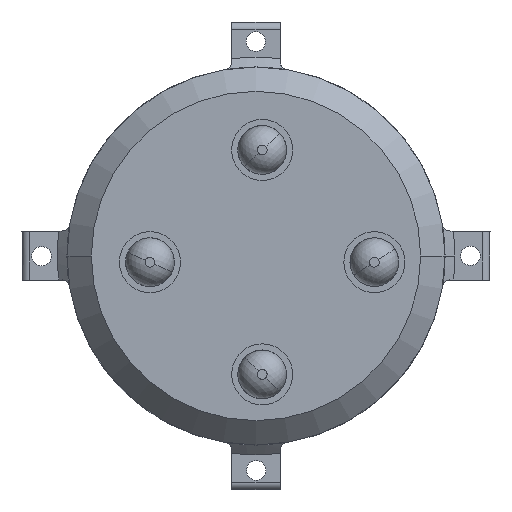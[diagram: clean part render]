
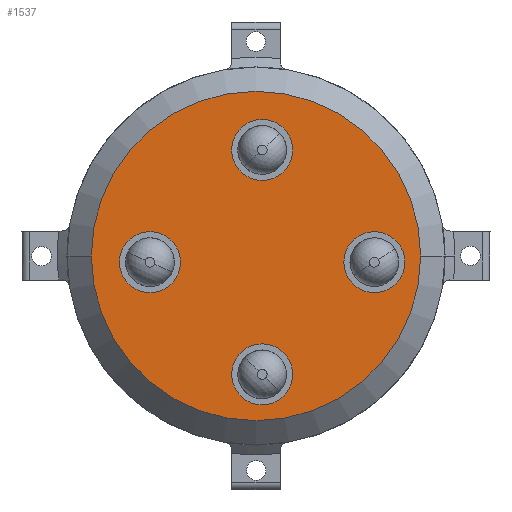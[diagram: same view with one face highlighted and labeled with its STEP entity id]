
A CAD part, front view. The second image highlights one B-rep face of the part: STEP entity #1537.
In plain terms, the highlighted face is planar.
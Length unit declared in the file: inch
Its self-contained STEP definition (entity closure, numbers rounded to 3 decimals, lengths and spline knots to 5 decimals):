
#46 = CIRCLE ( 'NONE', #761, 3.375 ) ;
#111 = CARTESIAN_POINT ( 'NONE',  ( 3.05135, 0.12635, -0.25 ) ) ;
#232 = DIRECTION ( 'NONE',  ( 0., 0., -1. ) ) ;
#286 = DIRECTION ( 'NONE',  ( 0., 0., -1. ) ) ;
#363 = AXIS2_PLACEMENT_3D ( 'NONE', #2802, #737, #4512 ) ;
#370 = ORIENTED_EDGE ( 'NONE', *, *, #4387, .F. ) ;
#398 = FACE_BOUND ( 'NONE', #2038, .T. ) ;
#431 = AXIS2_PLACEMENT_3D ( 'NONE', #1133, #232, #3702 ) ;
#456 = CARTESIAN_POINT ( 'NONE',  ( -0.49865, 2.42635, -0.25 ) ) ;
#474 = CARTESIAN_POINT ( 'NONE',  ( 0.12635, 2.42635, -0.25 ) ) ;
#627 = CARTESIAN_POINT ( 'NONE',  ( 2.42635, 0.12635, -0.25 ) ) ;
#691 = EDGE_LOOP ( 'NONE', ( #5167, #738 ) ) ;
#692 = VERTEX_POINT ( 'NONE', #2927 ) ;
#737 = DIRECTION ( 'NONE',  ( 0., 0., -1. ) ) ;
#738 = ORIENTED_EDGE ( 'NONE', *, *, #5203, .T. ) ;
#761 = AXIS2_PLACEMENT_3D ( 'NONE', #3411, #2989, #1707 ) ;
#791 = CARTESIAN_POINT ( 'NONE',  ( 0.12635, -2.17365, -0.25 ) ) ;
#827 = CARTESIAN_POINT ( 'NONE',  ( -3.375, 0., -0.25 ) ) ;
#833 = ORIENTED_EDGE ( 'NONE', *, *, #3887, .F. ) ;
#842 = CARTESIAN_POINT ( 'NONE',  ( 0.75135, -2.17365, -0.25 ) ) ;
#853 = CARTESIAN_POINT ( 'NONE',  ( 0.12635, -2.17365, -0.25 ) ) ;
#872 = DIRECTION ( 'NONE',  ( 0., 0., -1. ) ) ;
#921 = DIRECTION ( 'NONE',  ( 1., 0., 0. ) ) ;
#1025 = EDGE_CURVE ( 'NONE', #3085, #4899, #4208, .T. ) ;
#1054 = VERTEX_POINT ( 'NONE', #1658 ) ;
#1133 = CARTESIAN_POINT ( 'NONE',  ( -2.17365, 0.12635, -0.25 ) ) ;
#1147 = CIRCLE ( 'NONE', #3734, 0.625 ) ;
#1327 = EDGE_CURVE ( 'NONE', #1054, #4584, #3791, .T. ) ;
#1483 = CIRCLE ( 'NONE', #2459, 0.625 ) ;
#1537 = ADVANCED_FACE ( 'NONE', ( #3814, #2973, #3837, #398, #3862 ), #3395, .F. ) ;
#1606 = VERTEX_POINT ( 'NONE', #456 ) ;
#1658 = CARTESIAN_POINT ( 'NONE',  ( 3.375, 0., -0.25 ) ) ;
#1707 = DIRECTION ( 'NONE',  ( 1., 0., 0. ) ) ;
#1716 = DIRECTION ( 'NONE',  ( 0., 0., -1. ) ) ;
#1807 = EDGE_LOOP ( 'NONE', ( #3322, #4465 ) ) ;
#1868 = ORIENTED_EDGE ( 'NONE', *, *, #1956, .F. ) ;
#1956 = EDGE_CURVE ( 'NONE', #2253, #1606, #3532, .T. ) ;
#2038 = EDGE_LOOP ( 'NONE', ( #370, #3789 ) ) ;
#2253 = VERTEX_POINT ( 'NONE', #3249 ) ;
#2282 = CIRCLE ( 'NONE', #4952, 0.625 ) ;
#2287 = AXIS2_PLACEMENT_3D ( 'NONE', #4209, #3454, #4674 ) ;
#2339 = DIRECTION ( 'NONE',  ( 1., 0., 0. ) ) ;
#2405 = AXIS2_PLACEMENT_3D ( 'NONE', #474, #3166, #3115 ) ;
#2459 = AXIS2_PLACEMENT_3D ( 'NONE', #4998, #2465, #4168 ) ;
#2465 = DIRECTION ( 'NONE',  ( 0., 0., -1. ) ) ;
#2503 = DIRECTION ( 'NONE',  ( 1., 0., 0. ) ) ;
#2594 = DIRECTION ( 'NONE',  ( 0., 0., -1. ) ) ;
#2608 = VERTEX_POINT ( 'NONE', #3766 ) ;
#2802 = CARTESIAN_POINT ( 'NONE',  ( 2.42635, 0.12635, -0.25 ) ) ;
#2833 = CARTESIAN_POINT ( 'NONE',  ( 1.80135, 0.12635, -0.25 ) ) ;
#2927 = CARTESIAN_POINT ( 'NONE',  ( -0.49865, -2.17365, -0.25 ) ) ;
#2973 = FACE_BOUND ( 'NONE', #1807, .T. ) ;
#2989 = DIRECTION ( 'NONE',  ( 0., 0., -1. ) ) ;
#3034 = VERTEX_POINT ( 'NONE', #4982 ) ;
#3075 = EDGE_CURVE ( 'NONE', #2608, #3034, #5255, .T. ) ;
#3085 = VERTEX_POINT ( 'NONE', #2833 ) ;
#3115 = DIRECTION ( 'NONE',  ( 1., 0., 0. ) ) ;
#3166 = DIRECTION ( 'NONE',  ( 0., 0., -1. ) ) ;
#3242 = ORIENTED_EDGE ( 'NONE', *, *, #4563, .F. ) ;
#3249 = CARTESIAN_POINT ( 'NONE',  ( 0.75135, 2.42635, -0.25 ) ) ;
#3322 = ORIENTED_EDGE ( 'NONE', *, *, #3802, .F. ) ;
#3350 = EDGE_LOOP ( 'NONE', ( #1868, #3571 ) ) ;
#3395 = PLANE ( 'NONE',  #2287 ) ;
#3399 = EDGE_CURVE ( 'NONE', #1606, #2253, #3823, .T. ) ;
#3411 = CARTESIAN_POINT ( 'NONE',  ( 0., 0., -0.25 ) ) ;
#3454 = DIRECTION ( 'NONE',  ( 0., 0., 1. ) ) ;
#3466 = AXIS2_PLACEMENT_3D ( 'NONE', #627, #286, #2339 ) ;
#3532 = CIRCLE ( 'NONE', #5410, 0.625 ) ;
#3571 = ORIENTED_EDGE ( 'NONE', *, *, #3399, .F. ) ;
#3670 = DIRECTION ( 'NONE',  ( 1., 0., 0. ) ) ;
#3702 = DIRECTION ( 'NONE',  ( 1., 0., 0. ) ) ;
#3734 = AXIS2_PLACEMENT_3D ( 'NONE', #791, #872, #3777 ) ;
#3766 = CARTESIAN_POINT ( 'NONE',  ( -2.79865, 0.12635, -0.25 ) ) ;
#3777 = DIRECTION ( 'NONE',  ( 1., 0., 0. ) ) ;
#3789 = ORIENTED_EDGE ( 'NONE', *, *, #3075, .F. ) ;
#3791 = CIRCLE ( 'NONE', #5312, 3.375 ) ;
#3802 = EDGE_CURVE ( 'NONE', #4899, #3085, #4354, .T. ) ;
#3814 = FACE_OUTER_BOUND ( 'NONE', #691, .T. ) ;
#3823 = CIRCLE ( 'NONE', #2405, 0.625 ) ;
#3837 = FACE_BOUND ( 'NONE', #5122, .T. ) ;
#3862 = FACE_BOUND ( 'NONE', #3350, .T. ) ;
#3887 = EDGE_CURVE ( 'NONE', #5209, #692, #1147, .T. ) ;
#3909 = CARTESIAN_POINT ( 'NONE',  ( 0.12635, 2.42635, -0.25 ) ) ;
#4168 = DIRECTION ( 'NONE',  ( 1., 0., 0. ) ) ;
#4208 = CIRCLE ( 'NONE', #363, 0.625 ) ;
#4209 = CARTESIAN_POINT ( 'NONE',  ( 0., 0., -0.25 ) ) ;
#4354 = CIRCLE ( 'NONE', #3466, 0.625 ) ;
#4387 = EDGE_CURVE ( 'NONE', #3034, #2608, #1483, .T. ) ;
#4451 = CARTESIAN_POINT ( 'NONE',  ( 0., 0., -0.25 ) ) ;
#4465 = ORIENTED_EDGE ( 'NONE', *, *, #1025, .F. ) ;
#4512 = DIRECTION ( 'NONE',  ( 1., 0., 0. ) ) ;
#4563 = EDGE_CURVE ( 'NONE', #692, #5209, #2282, .T. ) ;
#4584 = VERTEX_POINT ( 'NONE', #827 ) ;
#4674 = DIRECTION ( 'NONE',  ( 1., 0., 0. ) ) ;
#4899 = VERTEX_POINT ( 'NONE', #111 ) ;
#4945 = DIRECTION ( 'NONE',  ( 0., 0., -1. ) ) ;
#4952 = AXIS2_PLACEMENT_3D ( 'NONE', #853, #1716, #2503 ) ;
#4982 = CARTESIAN_POINT ( 'NONE',  ( -1.54865, 0.12635, -0.25 ) ) ;
#4998 = CARTESIAN_POINT ( 'NONE',  ( -2.17365, 0.12635, -0.25 ) ) ;
#5122 = EDGE_LOOP ( 'NONE', ( #833, #3242 ) ) ;
#5167 = ORIENTED_EDGE ( 'NONE', *, *, #1327, .T. ) ;
#5203 = EDGE_CURVE ( 'NONE', #4584, #1054, #46, .T. ) ;
#5209 = VERTEX_POINT ( 'NONE', #842 ) ;
#5255 = CIRCLE ( 'NONE', #431, 0.625 ) ;
#5312 = AXIS2_PLACEMENT_3D ( 'NONE', #4451, #4945, #3670 ) ;
#5410 = AXIS2_PLACEMENT_3D ( 'NONE', #3909, #2594, #921 ) ;
